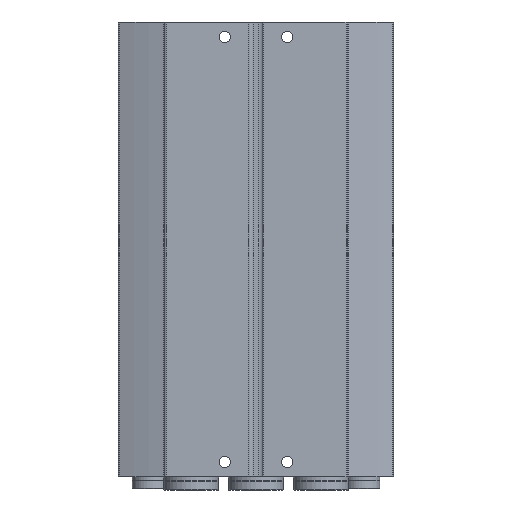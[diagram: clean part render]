
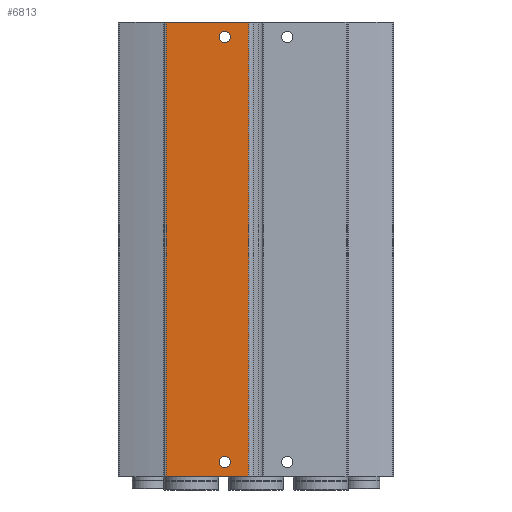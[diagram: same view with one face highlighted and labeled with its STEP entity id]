
A CAD part, front view. The second image highlights one B-rep face of the part: STEP entity #6813.
In plain terms, the highlighted planar face has unit normal (0, -1, 0).
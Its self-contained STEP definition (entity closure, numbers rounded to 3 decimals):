
#301=PLANE('',#7355);
#541=CIRCLE('',#7356,2.25);
#542=CIRCLE('',#7357,2.25);
#1039=ORIENTED_EDGE('',*,*,#2765,.F.);
#1040=ORIENTED_EDGE('',*,*,#2766,.F.);
#1041=ORIENTED_EDGE('',*,*,#2767,.F.);
#1042=ORIENTED_EDGE('',*,*,#2764,.F.);
#1043=ORIENTED_EDGE('',*,*,#2768,.T.);
#1044=ORIENTED_EDGE('',*,*,#2769,.T.);
#2764=EDGE_CURVE('',#3624,#3623,#4246,.T.);
#2765=EDGE_CURVE('',#3625,#3625,#541,.T.);
#2766=EDGE_CURVE('',#3626,#3626,#542,.T.);
#2767=EDGE_CURVE('',#3623,#3627,#4247,.T.);
#2768=EDGE_CURVE('',#3624,#3628,#4248,.T.);
#2769=EDGE_CURVE('',#3628,#3627,#4249,.T.);
#3623=VERTEX_POINT('',#10935);
#3624=VERTEX_POINT('',#10937);
#3625=VERTEX_POINT('',#10941);
#3626=VERTEX_POINT('',#10943);
#3627=VERTEX_POINT('',#10945);
#3628=VERTEX_POINT('',#10947);
#4246=LINE('',#10938,#4695);
#4247=LINE('',#10944,#4696);
#4248=LINE('',#10946,#4697);
#4249=LINE('',#10948,#4698);
#4695=VECTOR('',#8282,1000.);
#4696=VECTOR('',#8289,1000.);
#4697=VECTOR('',#8290,1000.);
#4698=VECTOR('',#8291,1000.);
#5157=EDGE_LOOP('',(#1039));
#5158=EDGE_LOOP('',(#1040));
#5159=EDGE_LOOP('',(#1041,#1042,#1043,#1044));
#5926=FACE_BOUND('',#5157,.T.);
#5927=FACE_BOUND('',#5158,.T.);
#5928=FACE_BOUND('',#5159,.T.);
#6813=ADVANCED_FACE('',(#5926,#5927,#5928),#301,.T.);
#7355=AXIS2_PLACEMENT_3D('',#10939,#8283,#8284);
#7356=AXIS2_PLACEMENT_3D('',#10940,#8285,#8286);
#7357=AXIS2_PLACEMENT_3D('',#10942,#8287,#8288);
#8282=DIRECTION('',(0.,0.,1.));
#8283=DIRECTION('',(0.,-1.,0.));
#8284=DIRECTION('',(0.,0.,-1.));
#8285=DIRECTION('',(0.,-1.,0.));
#8286=DIRECTION('',(0.,0.,-1.));
#8287=DIRECTION('',(0.,-1.,0.));
#8288=DIRECTION('',(0.,0.,-1.));
#8289=DIRECTION('',(1.,0.,0.));
#8290=DIRECTION('',(1.,0.,0.));
#8291=DIRECTION('',(0.,0.,1.));
#10935=CARTESIAN_POINT('',(-36.,0.,0.));
#10937=CARTESIAN_POINT('',(-36.,0.,-182.));
#10938=CARTESIAN_POINT('',(-36.,0.,-182.));
#10939=CARTESIAN_POINT('',(-36.,0.,-182.));
#10940=CARTESIAN_POINT('',(-12.5,0.,-176.));
#10941=CARTESIAN_POINT('',(-12.5,0.,-178.25));
#10942=CARTESIAN_POINT('',(-12.5,0.,-6.));
#10943=CARTESIAN_POINT('',(-12.5,0.,-8.25));
#10944=CARTESIAN_POINT('',(-36.,0.,0.));
#10945=CARTESIAN_POINT('',(-3.,0.,0.));
#10946=CARTESIAN_POINT('',(-36.,0.,-182.));
#10947=CARTESIAN_POINT('',(-3.,0.,-182.));
#10948=CARTESIAN_POINT('',(-3.,0.,-182.));
